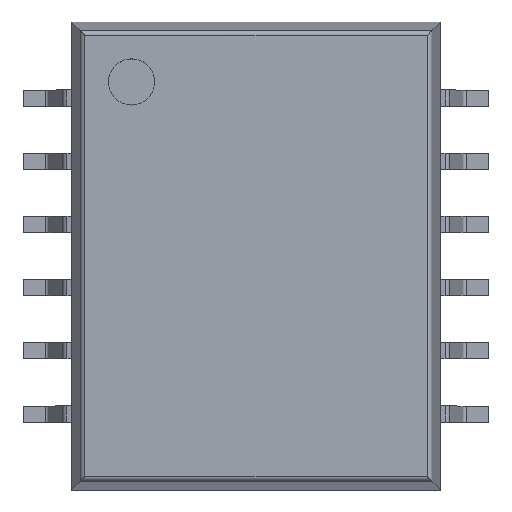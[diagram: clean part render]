
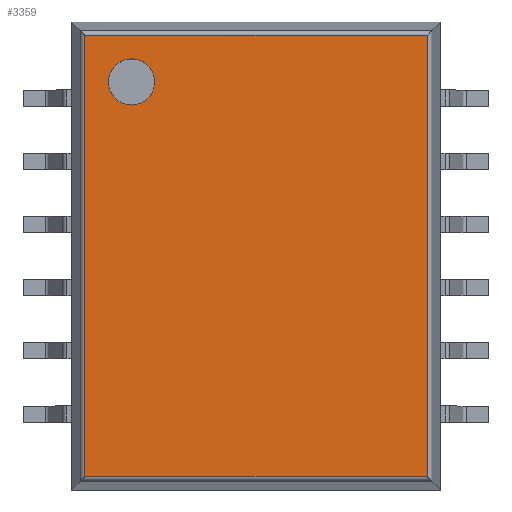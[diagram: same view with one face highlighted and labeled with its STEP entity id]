
A CAD part, top view. The second image highlights one B-rep face of the part: STEP entity #3359.
In plain terms, the highlighted planar face has unit normal (0, 0, 1).
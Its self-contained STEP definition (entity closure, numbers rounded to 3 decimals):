
#120 = VERTEX_POINT ( 'NONE', #2264 ) ;
#122 = ORIENTED_EDGE ( 'NONE', *, *, #517, .T. ) ;
#259 = CARTESIAN_POINT ( 'NONE',  ( -5.84, -7.405, 5. ) ) ;
#303 = CARTESIAN_POINT ( 'NONE',  ( -3.938, 5.503, 5. ) ) ;
#321 = PLANE ( 'NONE',  #755 ) ;
#395 = EDGE_CURVE ( 'NONE', #2274, #1201, #811, .T. ) ;
#495 = CARTESIAN_POINT ( 'NONE',  ( 5.415, -6.98, 5. ) ) ;
#517 = EDGE_CURVE ( 'NONE', #2274, #4345, #2276, .T. ) ;
#533 = EDGE_CURVE ( 'NONE', #1201, #5606, #5311, .T. ) ;
#755 = AXIS2_PLACEMENT_3D ( 'NONE', #259, #4197, #4597 ) ;
#795 = DIRECTION ( 'NONE',  ( 0., 1., 0. ) ) ;
#811 = LINE ( 'NONE', #4777, #4406 ) ;
#1001 = CARTESIAN_POINT ( 'NONE',  ( -5.548, 6.98, 5. ) ) ;
#1025 = CIRCLE ( 'NONE', #4198, 0.73 ) ;
#1028 = DIRECTION ( 'NONE',  ( 1., 0., 0. ) ) ;
#1201 = VERTEX_POINT ( 'NONE', #1901 ) ;
#1311 = ORIENTED_EDGE ( 'NONE', *, *, #533, .F. ) ;
#1344 = ORIENTED_EDGE ( 'NONE', *, *, #395, .F. ) ;
#1395 = CARTESIAN_POINT ( 'NONE',  ( -3.938, 5.503, 5. ) ) ;
#1537 = EDGE_LOOP ( 'NONE', ( #3169, #4340 ) ) ;
#1669 = LINE ( 'NONE', #4261, #4532 ) ;
#1901 = CARTESIAN_POINT ( 'NONE',  ( -5.415, 6.98, 5. ) ) ;
#1958 = VECTOR ( 'NONE', #2335, 1000. ) ;
#2162 = AXIS2_PLACEMENT_3D ( 'NONE', #303, #4707, #4275 ) ;
#2233 = VECTOR ( 'NONE', #1028, 1000. ) ;
#2264 = CARTESIAN_POINT ( 'NONE',  ( -4.668, 5.503, 5. ) ) ;
#2274 = VERTEX_POINT ( 'NONE', #4572 ) ;
#2276 = LINE ( 'NONE', #2700, #2233 ) ;
#2335 = DIRECTION ( 'NONE',  ( 1., 0., 0. ) ) ;
#2366 = EDGE_CURVE ( 'NONE', #4345, #5606, #1669, .T. ) ;
#2700 = CARTESIAN_POINT ( 'NONE',  ( -5.548, -6.98, 5. ) ) ;
#2994 = DIRECTION ( 'NONE',  ( 0., 1., 0. ) ) ;
#3078 = CARTESIAN_POINT ( 'NONE',  ( -3.208, 5.503, 5. ) ) ;
#3169 = ORIENTED_EDGE ( 'NONE', *, *, #4894, .F. ) ;
#3359 = ADVANCED_FACE ( 'NONE', ( #5474, #4661 ), #321, .T. ) ;
#3398 = ORIENTED_EDGE ( 'NONE', *, *, #2366, .T. ) ;
#3494 = EDGE_CURVE ( 'NONE', #120, #3971, #1025, .T. ) ;
#3620 = EDGE_LOOP ( 'NONE', ( #1344, #122, #3398, #1311 ) ) ;
#3971 = VERTEX_POINT ( 'NONE', #3078 ) ;
#4197 = DIRECTION ( 'NONE',  ( 0., 0., 1. ) ) ;
#4198 = AXIS2_PLACEMENT_3D ( 'NONE', #1395, #4859, #4494 ) ;
#4261 = CARTESIAN_POINT ( 'NONE',  ( 5.415, -7.113, 5. ) ) ;
#4275 = DIRECTION ( 'NONE',  ( 1., 0., 0. ) ) ;
#4340 = ORIENTED_EDGE ( 'NONE', *, *, #3494, .F. ) ;
#4345 = VERTEX_POINT ( 'NONE', #495 ) ;
#4406 = VECTOR ( 'NONE', #2994, 1000. ) ;
#4494 = DIRECTION ( 'NONE',  ( 1., 0., 0. ) ) ;
#4532 = VECTOR ( 'NONE', #795, 1000. ) ;
#4565 = CARTESIAN_POINT ( 'NONE',  ( 5.415, 6.98, 5. ) ) ;
#4572 = CARTESIAN_POINT ( 'NONE',  ( -5.415, -6.98, 5. ) ) ;
#4597 = DIRECTION ( 'NONE',  ( 1., 0., 0. ) ) ;
#4600 = CIRCLE ( 'NONE', #2162, 0.73 ) ;
#4661 = FACE_BOUND ( 'NONE', #1537, .T. ) ;
#4707 = DIRECTION ( 'NONE',  ( 0., 0., 1. ) ) ;
#4777 = CARTESIAN_POINT ( 'NONE',  ( -5.415, -7.113, 5. ) ) ;
#4859 = DIRECTION ( 'NONE',  ( 0., 0., 1. ) ) ;
#4894 = EDGE_CURVE ( 'NONE', #3971, #120, #4600, .T. ) ;
#5311 = LINE ( 'NONE', #1001, #1958 ) ;
#5474 = FACE_OUTER_BOUND ( 'NONE', #3620, .T. ) ;
#5606 = VERTEX_POINT ( 'NONE', #4565 ) ;
